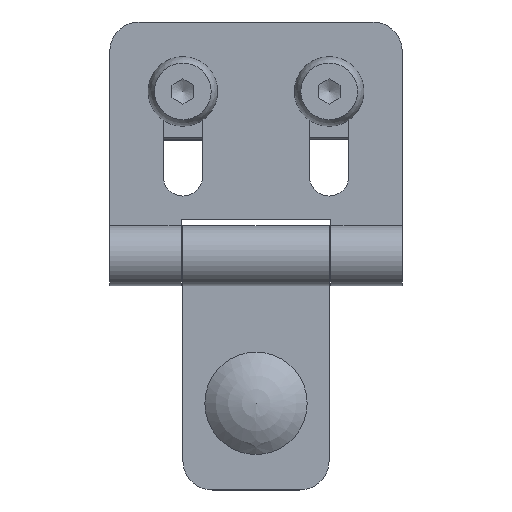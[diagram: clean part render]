
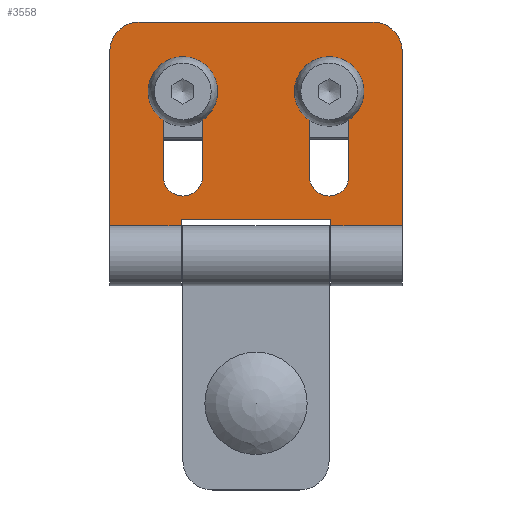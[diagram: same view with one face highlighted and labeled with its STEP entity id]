
A CAD part, top view. The second image highlights one B-rep face of the part: STEP entity #3558.
In plain terms, the highlighted face is planar.
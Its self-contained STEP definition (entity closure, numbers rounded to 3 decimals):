
#3558=ADVANCED_FACE('',(#3865,#3866,#3867),#3868,.F.);
#3865=FACE_BOUND('',#4202,.T.);
#3866=FACE_BOUND('',#4203,.T.);
#3867=FACE_OUTER_BOUND('',#4204,.T.);
#3868=PLANE('',#4205);
#4202=EDGE_LOOP('',(#5087,#5088,#5089,#5090));
#4203=EDGE_LOOP('',(#5091,#5092,#5093,#5094));
#4204=EDGE_LOOP('',(#5095,#5096,#5097,#5098,#5099,#5100,#5101,#5102,#5103,#5104));
#4205=AXIS2_PLACEMENT_3D('',#5105,#5106,#5107);
#5087=ORIENTED_EDGE('',*,*,#5540,.F.);
#5088=ORIENTED_EDGE('',*,*,#5541,.F.);
#5089=ORIENTED_EDGE('',*,*,#5542,.F.);
#5090=ORIENTED_EDGE('',*,*,#5543,.F.);
#5091=ORIENTED_EDGE('',*,*,#5544,.F.);
#5092=ORIENTED_EDGE('',*,*,#5545,.F.);
#5093=ORIENTED_EDGE('',*,*,#5546,.F.);
#5094=ORIENTED_EDGE('',*,*,#5547,.F.);
#5095=ORIENTED_EDGE('',*,*,#5548,.F.);
#5096=ORIENTED_EDGE('',*,*,#5549,.T.);
#5097=ORIENTED_EDGE('',*,*,#5550,.T.);
#5098=ORIENTED_EDGE('',*,*,#5551,.T.);
#5099=ORIENTED_EDGE('',*,*,#5552,.F.);
#5100=ORIENTED_EDGE('',*,*,#5553,.T.);
#5101=ORIENTED_EDGE('',*,*,#5554,.F.);
#5102=ORIENTED_EDGE('',*,*,#5555,.T.);
#5103=ORIENTED_EDGE('',*,*,#5556,.F.);
#5104=ORIENTED_EDGE('',*,*,#5557,.F.);
#5105=CARTESIAN_POINT('',(-4.1,-2.0,20.0));
#5106=DIRECTION('',(0.0,-1.0,0.0));
#5107=DIRECTION('',(0.0,0.0,-1.0));
#5540=EDGE_CURVE('',#6010,#6011,#6012,.T.);
#5541=EDGE_CURVE('',#6013,#6010,#6014,.T.);
#5542=EDGE_CURVE('',#6015,#6013,#6016,.T.);
#5543=EDGE_CURVE('',#6011,#6015,#6017,.T.);
#5544=EDGE_CURVE('',#6018,#6019,#6020,.T.);
#5545=EDGE_CURVE('',#6021,#6018,#6022,.T.);
#5546=EDGE_CURVE('',#6023,#6021,#6024,.T.);
#5547=EDGE_CURVE('',#6019,#6023,#6025,.T.);
#5548=EDGE_CURVE('',#6026,#6027,#6028,.T.);
#5549=EDGE_CURVE('',#6026,#6029,#6030,.T.);
#5550=EDGE_CURVE('',#6029,#6031,#6032,.T.);
#5551=EDGE_CURVE('',#6031,#6033,#6034,.T.);
#5552=EDGE_CURVE('',#6035,#6033,#6036,.T.);
#5553=EDGE_CURVE('',#6035,#6037,#6038,.T.);
#5554=EDGE_CURVE('',#6039,#6037,#6040,.T.);
#5555=EDGE_CURVE('',#6039,#6041,#6042,.T.);
#5556=EDGE_CURVE('',#6043,#6041,#6044,.T.);
#5557=EDGE_CURVE('',#6027,#6043,#6045,.T.);
#6010=VERTEX_POINT('',#6871);
#6011=VERTEX_POINT('',#6872);
#6012=CIRCLE('',#6873,2.7);
#6013=VERTEX_POINT('',#6874);
#6014=LINE('',#6875,#6876);
#6015=VERTEX_POINT('',#6877);
#6016=CIRCLE('',#6878,2.7);
#6017=LINE('',#6879,#6880);
#6018=VERTEX_POINT('',#6881);
#6019=VERTEX_POINT('',#6882);
#6020=CIRCLE('',#6883,2.7);
#6021=VERTEX_POINT('',#6884);
#6022=LINE('',#6885,#6886);
#6023=VERTEX_POINT('',#6887);
#6024=CIRCLE('',#6888,2.7);
#6025=LINE('',#6889,#6890);
#6026=VERTEX_POINT('',#6891);
#6027=VERTEX_POINT('',#6892);
#6028=LINE('',#6893,#6894);
#6029=VERTEX_POINT('',#6895);
#6030=LINE('',#6896,#6897);
#6031=VERTEX_POINT('',#6898);
#6032=LINE('',#6899,#6900);
#6033=VERTEX_POINT('',#6901);
#6034=CIRCLE('',#6902,4.0);
#6035=VERTEX_POINT('',#6903);
#6036=LINE('',#6904,#6905);
#6037=VERTEX_POINT('',#6906);
#6038=CIRCLE('',#6907,4.0);
#6039=VERTEX_POINT('',#6908);
#6040=LINE('',#6909,#6910);
#6041=VERTEX_POINT('',#6911);
#6042=LINE('',#6912,#6913);
#6043=VERTEX_POINT('',#6914);
#6044=LINE('',#6915,#6916);
#6045=LINE('',#6917,#6918);
#6871=CARTESIAN_POINT('',(-24.5,-2.0,-12.7));
#6872=CARTESIAN_POINT('',(-24.5,-2.0,-7.3));
#6873=AXIS2_PLACEMENT_3D('',#7407,#7408,#7409);
#6874=CARTESIAN_POINT('',(-10.9,-2.0,-12.7));
#6875=CARTESIAN_POINT('',(-10.9,-2.0,-12.7));
#6876=VECTOR('',#7410,1.0);
#6877=CARTESIAN_POINT('',(-10.9,-2.0,-7.3));
#6878=AXIS2_PLACEMENT_3D('',#7411,#7412,#7413);
#6879=CARTESIAN_POINT('',(-24.5,-2.0,-7.3));
#6880=VECTOR('',#7414,1.0);
#6881=CARTESIAN_POINT('',(-24.5,-2.0,7.3));
#6882=CARTESIAN_POINT('',(-24.5,-2.0,12.7));
#6883=AXIS2_PLACEMENT_3D('',#7415,#7416,#7417);
#6884=CARTESIAN_POINT('',(-10.9,-2.0,7.3));
#6885=CARTESIAN_POINT('',(-10.9,-2.0,7.3));
#6886=VECTOR('',#7418,1.0);
#6887=CARTESIAN_POINT('',(-10.9,-2.0,12.7));
#6888=AXIS2_PLACEMENT_3D('',#7419,#7420,#7421);
#6889=CARTESIAN_POINT('',(-24.5,-2.0,12.7));
#6890=VECTOR('',#7422,1.0);
#6891=CARTESIAN_POINT('',(-4.1,-2.0,-10.25));
#6892=CARTESIAN_POINT('',(-5.0,-2.0,-10.25));
#6893=CARTESIAN_POINT('',(-4.1,-2.0,-10.25));
#6894=VECTOR('',#7423,1.0);
#6895=CARTESIAN_POINT('',(-4.1,-2.0,-20.0));
#6896=CARTESIAN_POINT('',(-4.1,-2.0,20.0));
#6897=VECTOR('',#7424,1.0);
#6898=CARTESIAN_POINT('',(-28.0,-2.0,-20.0));
#6899=CARTESIAN_POINT('',(-4.1,-2.0,-20.0));
#6900=VECTOR('',#7425,1.0);
#6901=CARTESIAN_POINT('',(-32.0,-2.0,-16.0));
#6902=AXIS2_PLACEMENT_3D('',#7426,#7427,#7428);
#6903=CARTESIAN_POINT('',(-32.0,-2.0,16.0));
#6904=CARTESIAN_POINT('',(-32.0,-2.0,20.0));
#6905=VECTOR('',#7429,1.0);
#6906=CARTESIAN_POINT('',(-28.0,-2.0,20.0));
#6907=AXIS2_PLACEMENT_3D('',#7430,#7431,#7432);
#6908=CARTESIAN_POINT('',(-4.1,-2.0,20.0));
#6909=CARTESIAN_POINT('',(-4.1,-2.0,20.0));
#6910=VECTOR('',#7433,1.0);
#6911=CARTESIAN_POINT('',(-4.1,-2.0,10.25));
#6912=CARTESIAN_POINT('',(-4.1,-2.0,20.0));
#6913=VECTOR('',#7434,1.0);
#6914=CARTESIAN_POINT('',(-5.0,-2.0,10.25));
#6915=CARTESIAN_POINT('',(-4.1,-2.0,10.25));
#6916=VECTOR('',#7435,1.0);
#6917=CARTESIAN_POINT('',(-5.0,-2.0,20.0));
#6918=VECTOR('',#7436,1.0);
#7407=CARTESIAN_POINT('',(-24.5,-2.0,-10.0));
#7408=DIRECTION('',(-0.0,1.0,0.0));
#7409=DIRECTION('',(1.0,0.0,0.0));
#7410=DIRECTION('',(-1.0,0.0,0.0));
#7411=CARTESIAN_POINT('',(-10.9,-2.0,-10.0));
#7412=DIRECTION('',(-0.0,1.0,0.0));
#7413=DIRECTION('',(1.0,0.0,0.0));
#7414=DIRECTION('',(1.0,0.0,0.0));
#7415=CARTESIAN_POINT('',(-24.5,-2.0,10.0));
#7416=DIRECTION('',(-0.0,1.0,0.0));
#7417=DIRECTION('',(1.0,0.0,0.0));
#7418=DIRECTION('',(-1.0,0.0,0.0));
#7419=CARTESIAN_POINT('',(-10.9,-2.0,10.0));
#7420=DIRECTION('',(-0.0,1.0,0.0));
#7421=DIRECTION('',(1.0,0.0,0.0));
#7422=DIRECTION('',(1.0,0.0,0.0));
#7423=DIRECTION('',(-1.0,0.0,0.0));
#7424=DIRECTION('',(0.0,0.0,-1.0));
#7425=DIRECTION('',(-1.0,0.0,0.0));
#7426=CARTESIAN_POINT('',(-28.0,-2.0,-16.0));
#7427=DIRECTION('',(-0.0,1.0,0.0));
#7428=DIRECTION('',(1.0,0.0,0.0));
#7429=DIRECTION('',(0.0,0.0,-1.0));
#7430=CARTESIAN_POINT('',(-28.0,-2.0,16.0));
#7431=DIRECTION('',(-0.0,1.0,0.0));
#7432=DIRECTION('',(1.0,0.0,0.0));
#7433=DIRECTION('',(-1.0,0.0,0.0));
#7434=DIRECTION('',(0.0,0.0,-1.0));
#7435=DIRECTION('',(1.0,0.0,0.0));
#7436=DIRECTION('',(0.0,0.0,1.0));
